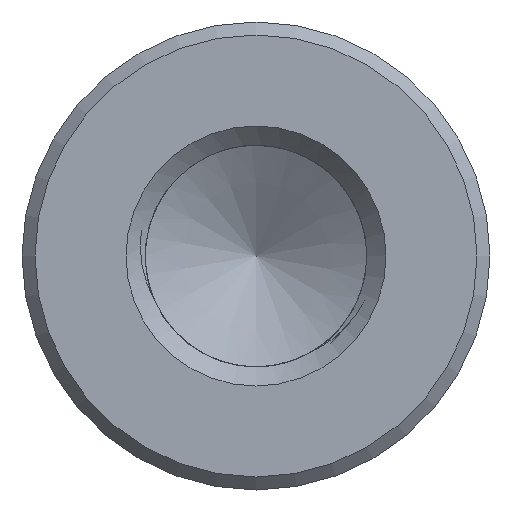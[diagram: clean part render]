
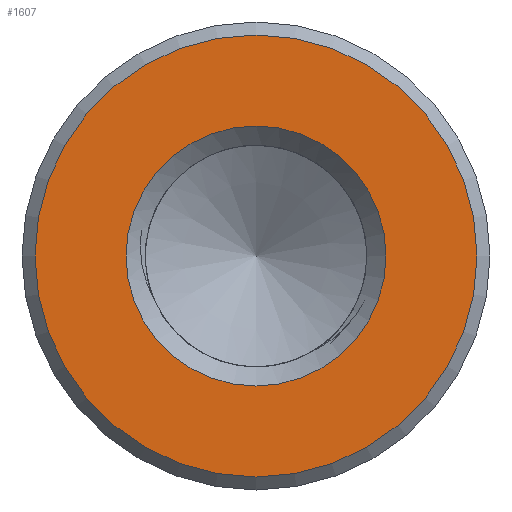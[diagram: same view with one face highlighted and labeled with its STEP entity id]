
A CAD part, left-side view. The second image highlights one B-rep face of the part: STEP entity #1607.
In plain terms, the highlighted planar face has unit normal (-1, 0, 0).
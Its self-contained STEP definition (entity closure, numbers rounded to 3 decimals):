
#15=FACE_BOUND('',#204,.T.);
#31=PLANE('',#1722);
#114=FACE_OUTER_BOUND('',#203,.T.);
#203=EDGE_LOOP('',(#1419));
#204=EDGE_LOOP('',(#1420));
#229=CIRCLE('',#1723,8.5);
#230=CIRCLE('',#1724,5.);
#696=VERTEX_POINT('',#10759);
#697=VERTEX_POINT('',#10761);
#941=EDGE_CURVE('',#696,#696,#229,.T.);
#942=EDGE_CURVE('',#697,#697,#230,.T.);
#1419=ORIENTED_EDGE('',*,*,#941,.F.);
#1420=ORIENTED_EDGE('',*,*,#942,.T.);
#1607=ADVANCED_FACE('',(#114,#15),#31,.F.);
#1722=AXIS2_PLACEMENT_3D('',#10758,#1995,#1996);
#1723=AXIS2_PLACEMENT_3D('',#10760,#1997,#1998);
#1724=AXIS2_PLACEMENT_3D('',#10762,#1999,#2000);
#1995=DIRECTION('center_axis',(1.,0.,0.));
#1996=DIRECTION('ref_axis',(0.,0.,-1.));
#1997=DIRECTION('center_axis',(1.,0.,0.));
#1998=DIRECTION('ref_axis',(0.,0.,-1.));
#1999=DIRECTION('center_axis',(1.,0.,0.));
#2000=DIRECTION('ref_axis',(0.,0.,-1.));
#10758=CARTESIAN_POINT('Origin',(0.,0.,0.));
#10759=CARTESIAN_POINT('',(0.,0.,
8.5));
#10760=CARTESIAN_POINT('Origin',(0.,0.,0.));
#10761=CARTESIAN_POINT('',(0.,0.,-5.));
#10762=CARTESIAN_POINT('Origin',(0.,0.,0.));
